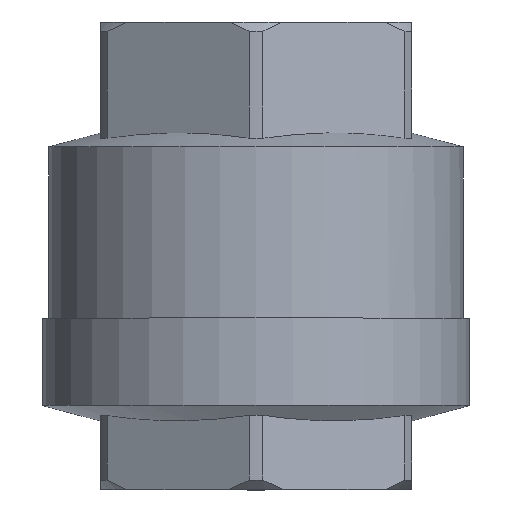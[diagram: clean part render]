
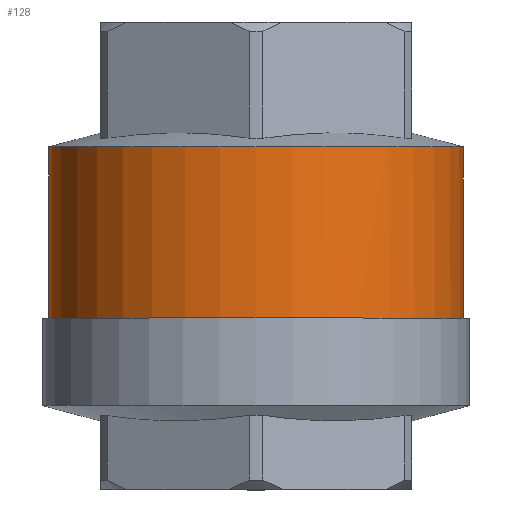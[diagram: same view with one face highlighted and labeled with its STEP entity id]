
A CAD part, top view. The second image highlights one B-rep face of the part: STEP entity #128.
In plain terms, the highlighted cylindrical face has radius 66.5 mm (diameter 133 mm), a full revolution.
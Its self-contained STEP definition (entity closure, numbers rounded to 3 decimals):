
#128 = ADVANCED_FACE( '', ( #278, #279 ), #280, .T. );
#278 = FACE_OUTER_BOUND( '', #449, .T. );
#279 = FACE_OUTER_BOUND( '', #450, .T. );
#280 = CYLINDRICAL_SURFACE( '', #451, 66.5 );
#449 = EDGE_LOOP( '', ( #780 ) );
#450 = EDGE_LOOP( '', ( #781 ) );
#451 = AXIS2_PLACEMENT_3D( '', #782, #783, #784 );
#780 = ORIENTED_EDGE( '', *, *, #1072, .T. );
#781 = ORIENTED_EDGE( '', *, *, #1085, .F. );
#782 = CARTESIAN_POINT( '', ( 0., -60., 0. ) );
#783 = DIRECTION( '', ( 0., 1., 0. ) );
#784 = DIRECTION( '', ( 0., 0., -1. ) );
#1072 = EDGE_CURVE( '', #1308, #1308, #1309, .F. );
#1085 = EDGE_CURVE( '', #1324, #1324, #1325, .T. );
#1308 = VERTEX_POINT( '', #1706 );
#1309 = CIRCLE( '', #1707, 66.5 );
#1324 = VERTEX_POINT( '', #1730 );
#1325 = CIRCLE( '', #1731, 66.5 );
#1706 = CARTESIAN_POINT( '', ( 0., 35., 66.5 ) );
#1707 = AXIS2_PLACEMENT_3D( '', #1985, #1986, #1987 );
#1730 = CARTESIAN_POINT( '', ( 0., -20., -66.5 ) );
#1731 = AXIS2_PLACEMENT_3D( '', #1999, #2000, #2001 );
#1985 = CARTESIAN_POINT( '', ( 0., 35., 0. ) );
#1986 = DIRECTION( '', ( 0., 1., 0. ) );
#1987 = DIRECTION( '', ( 0., 0., 1. ) );
#1999 = CARTESIAN_POINT( '', ( 0., -20., 0. ) );
#2000 = DIRECTION( '', ( 0., -1., 0. ) );
#2001 = DIRECTION( '', ( 0., 0., -1. ) );
